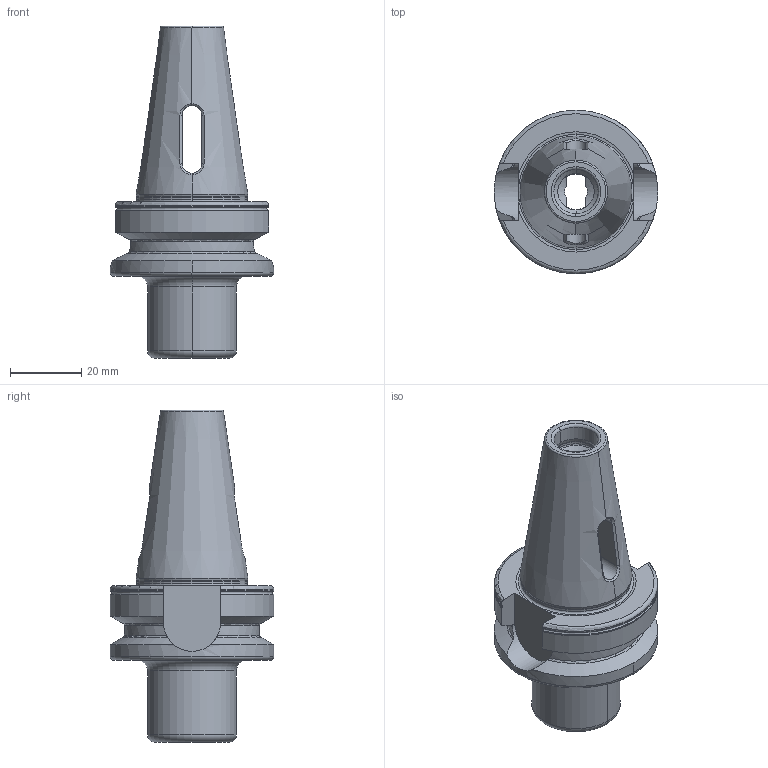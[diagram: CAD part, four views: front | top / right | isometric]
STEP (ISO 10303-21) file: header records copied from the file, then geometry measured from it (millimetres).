
FILE_DESCRIPTION((''),'2;1');
FILE_NAME('DC_305_07_01','2020-09-26T',('104091'),(''),'CREO PARAMETRIC BY PTC INC, 2016260','CREO PARAMETRIC BY PTC INC, 2016260','');
FILE_SCHEMA(('CONFIG_CONTROL_DESIGN'));
Length unit declared in the file: millimetre
Products named in the file (1): DC_305_07_01
Bounding box: 46 x 46 x 93.4 mm (x, y, z)
Volume: 54811.2 mm3; surface area: 15112.1 mm2
Topology: 1 solids, 1 shells, 114 faces, 296 edges, 182 vertices
Faces by surface type: torus 34, cylinder 28, cone 22, plane 18, bspline 12
Entity records: 4454 total; most frequent: CARTESIAN_POINT 1739, ORIENTED_EDGE 592, DIRECTION 530, EDGE_CURVE 296, AXIS2_PLACEMENT_3D 221, VERTEX_POINT 182, EDGE_LOOP 118, CIRCLE 116
